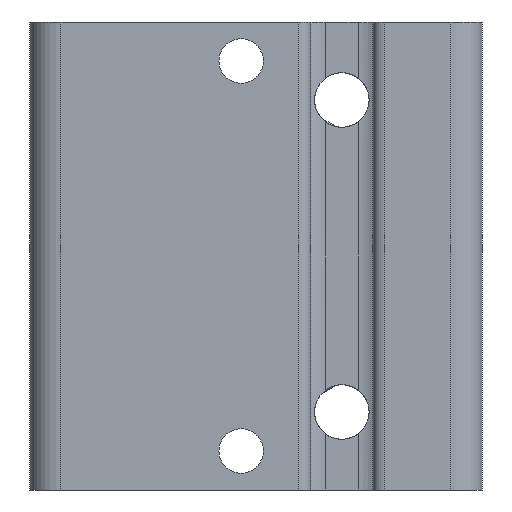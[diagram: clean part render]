
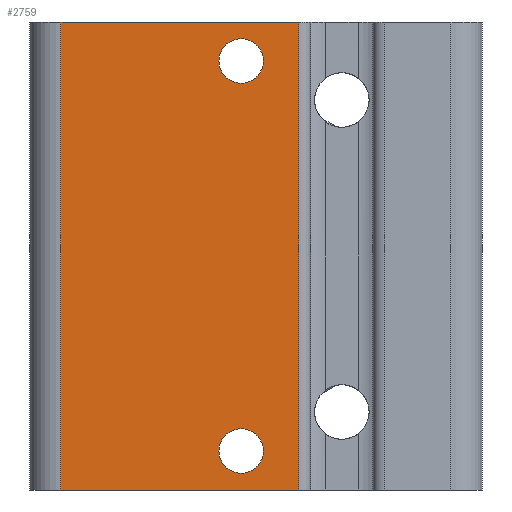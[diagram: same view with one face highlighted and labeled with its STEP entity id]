
A CAD part, left-side view. The second image highlights one B-rep face of the part: STEP entity #2759.
In plain terms, the highlighted planar face has unit normal (-1, 0, 0).
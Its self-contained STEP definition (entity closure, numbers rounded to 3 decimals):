
#165=LINE($,#4852,#363);
#166=LINE($,#4856,#364);
#167=LINE($,#4858,#365);
#168=LINE($,#4859,#366);
#363=VECTOR($,#3623,60.);
#364=VECTOR($,#3628,30.5);
#365=VECTOR($,#3629,60.);
#366=VECTOR($,#3630,30.5);
#479=PLANE($,#3014);
#562=FACE_BOUND($,#884,.T.);
#563=FACE_BOUND($,#885,.T.);
#564=FACE_BOUND($,#886,.T.);
#884=EDGE_LOOP($,(#2157));
#885=EDGE_LOOP($,(#2158));
#886=EDGE_LOOP($,(#2159,#2160,#2161,#2162));
#1050=CIRCLE($,#2885,2.85);
#1052=CIRCLE($,#2888,2.85);
#1235=VERTEX_POINT($,#4448);
#1237=VERTEX_POINT($,#4453);
#1351=VERTEX_POINT($,#4849);
#1352=VERTEX_POINT($,#4851);
#1353=VERTEX_POINT($,#4855);
#1354=VERTEX_POINT($,#4857);
#1515=EDGE_CURVE($,#1235,#1235,#1050,.T.);
#1517=EDGE_CURVE($,#1237,#1237,#1052,.T.);
#1685=EDGE_CURVE($,#1352,#1351,#165,.T.);
#1687=EDGE_CURVE($,#1351,#1353,#166,.T.);
#1688=EDGE_CURVE($,#1354,#1353,#167,.T.);
#1689=EDGE_CURVE($,#1354,#1352,#168,.T.);
#2157=ORIENTED_EDGE($,*,*,#1515,.T.);
#2158=ORIENTED_EDGE($,*,*,#1517,.T.);
#2159=ORIENTED_EDGE($,*,*,#1687,.T.);
#2160=ORIENTED_EDGE($,*,*,#1688,.F.);
#2161=ORIENTED_EDGE($,*,*,#1689,.T.);
#2162=ORIENTED_EDGE($,*,*,#1685,.T.);
#2759=ADVANCED_FACE($,(#562,#563,#564),#479,.T.);
#2885=AXIS2_PLACEMENT_3D($,#4449,#3267,#3268);
#2888=AXIS2_PLACEMENT_3D($,#4454,#3273,#3274);
#3014=AXIS2_PLACEMENT_3D($,#4854,#3626,#3627);
#3267=DIRECTION('center_axis',(1.,0.,0.));
#3268=DIRECTION('ref_axis',(0.,0.,-1.));
#3273=DIRECTION('center_axis',(1.,0.,0.));
#3274=DIRECTION('ref_axis',(0.,0.,-1.));
#3623=DIRECTION($,(0.,0.,1.));
#3626=DIRECTION('center_axis',(-1.,0.,0.));
#3627=DIRECTION('ref_axis',(0.,0.,1.));
#3628=DIRECTION($,(0.,1.,0.));
#3629=DIRECTION($,(0.,0.,1.));
#3630=DIRECTION($,(0.,-1.,0.));
#4448=CARTESIAN_POINT('',(-58.,30.9,57.85));
#4449=CARTESIAN_POINT('Origin',(-58.,30.9,55.));
#4453=CARTESIAN_POINT('',(-58.,30.9,7.85));
#4454=CARTESIAN_POINT('Origin',(-58.,30.9,5.));
#4849=CARTESIAN_POINT('',(-58.,23.5,60.));
#4851=CARTESIAN_POINT('',(-58.,23.5,0.));
#4852=CARTESIAN_POINT($,(-58.,23.5,0.));
#4854=CARTESIAN_POINT('Origin',(-58.,23.5,0.));
#4855=CARTESIAN_POINT('',(-58.,54.,60.));
#4856=CARTESIAN_POINT($,(-58.,54.,60.));
#4857=CARTESIAN_POINT('',(-58.,54.,0.));
#4858=CARTESIAN_POINT($,(-58.,54.,0.));
#4859=CARTESIAN_POINT($,(-58.,54.,0.));
